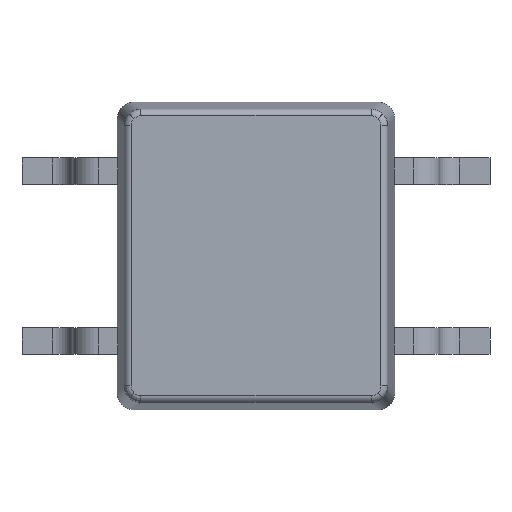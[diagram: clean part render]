
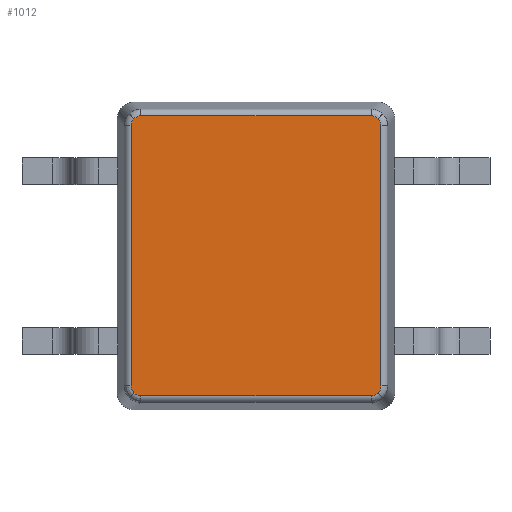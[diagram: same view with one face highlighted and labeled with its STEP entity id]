
A CAD part, top view. The second image highlights one B-rep face of the part: STEP entity #1012.
In plain terms, the highlighted planar face has unit normal (0, 0, 1).
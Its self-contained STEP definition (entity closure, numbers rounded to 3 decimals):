
#44 = VERTEX_POINT('',#45);
#45 = CARTESIAN_POINT('',(1.826,-2.051,2.3));
#52 = EDGE_CURVE('',#53,#44,#55,.T.);
#53 = VERTEX_POINT('',#54);
#54 = CARTESIAN_POINT('',(1.72,-2.094,2.3));
#55 = ( BOUNDED_CURVE() B_SPLINE_CURVE(3,(#56,#57,#58,#59),
.UNSPECIFIED.,.F.,.F.) B_SPLINE_CURVE_WITH_KNOTS((4,4),(5.503,
6.283),.PIECEWISE_BEZIER_KNOTS.) CURVE() 
GEOMETRIC_REPRESENTATION_ITEM() RATIONAL_B_SPLINE_CURVE((1.,
0.95,0.95,1.)) REPRESENTATION_ITEM('') );
#56 = CARTESIAN_POINT('',(1.72,-2.094,2.3));
#57 = CARTESIAN_POINT('',(1.76,-2.094,2.3));
#58 = CARTESIAN_POINT('',(1.797,-2.079,2.3));
#59 = CARTESIAN_POINT('',(1.826,-2.051,2.3));
#96 = VERTEX_POINT('',#97);
#97 = CARTESIAN_POINT('',(1.826,2.051,2.3));
#104 = EDGE_CURVE('',#105,#96,#107,.T.);
#105 = VERTEX_POINT('',#106);
#106 = CARTESIAN_POINT('',(1.869,1.945,2.3));
#107 = ( BOUNDED_CURVE() B_SPLINE_CURVE(3,(#108,#109,#110,#111),
.UNSPECIFIED.,.F.,.F.) B_SPLINE_CURVE_WITH_KNOTS((4,4),(5.503,
6.283),.PIECEWISE_BEZIER_KNOTS.) CURVE() 
GEOMETRIC_REPRESENTATION_ITEM() RATIONAL_B_SPLINE_CURVE((1.,
0.95,0.95,1.)) REPRESENTATION_ITEM('') );
#108 = CARTESIAN_POINT('',(1.869,1.945,2.3));
#109 = CARTESIAN_POINT('',(1.869,1.985,2.3));
#110 = CARTESIAN_POINT('',(1.854,2.022,2.3));
#111 = CARTESIAN_POINT('',(1.826,2.051,2.3));
#148 = VERTEX_POINT('',#149);
#149 = CARTESIAN_POINT('',(-1.826,-2.051,2.3));
#156 = EDGE_CURVE('',#157,#148,#159,.T.);
#157 = VERTEX_POINT('',#158);
#158 = CARTESIAN_POINT('',(-1.869,-1.945,2.3));
#159 = ( BOUNDED_CURVE() B_SPLINE_CURVE(3,(#160,#161,#162,#163),
.UNSPECIFIED.,.F.,.F.) B_SPLINE_CURVE_WITH_KNOTS((4,4),(5.503,
6.283),.PIECEWISE_BEZIER_KNOTS.) CURVE() 
GEOMETRIC_REPRESENTATION_ITEM() RATIONAL_B_SPLINE_CURVE((1.,
0.95,0.95,1.)) REPRESENTATION_ITEM('') );
#160 = CARTESIAN_POINT('',(-1.869,-1.945,2.3));
#161 = CARTESIAN_POINT('',(-1.869,-1.985,2.3));
#162 = CARTESIAN_POINT('',(-1.854,-2.022,2.3));
#163 = CARTESIAN_POINT('',(-1.826,-2.051,2.3));
#200 = VERTEX_POINT('',#201);
#201 = CARTESIAN_POINT('',(-1.826,2.051,2.3));
#208 = EDGE_CURVE('',#209,#200,#211,.T.);
#209 = VERTEX_POINT('',#210);
#210 = CARTESIAN_POINT('',(-1.72,2.094,2.3));
#211 = ( BOUNDED_CURVE() B_SPLINE_CURVE(3,(#212,#213,#214,#215),
.UNSPECIFIED.,.F.,.F.) B_SPLINE_CURVE_WITH_KNOTS((4,4),(5.503,
6.283),.PIECEWISE_BEZIER_KNOTS.) CURVE() 
GEOMETRIC_REPRESENTATION_ITEM() RATIONAL_B_SPLINE_CURVE((1.,
0.95,0.95,1.)) REPRESENTATION_ITEM('') );
#212 = CARTESIAN_POINT('',(-1.72,2.094,2.3));
#213 = CARTESIAN_POINT('',(-1.76,2.094,2.3));
#214 = CARTESIAN_POINT('',(-1.797,2.079,2.3));
#215 = CARTESIAN_POINT('',(-1.826,2.051,2.3));
#1012 = ADVANCED_FACE('',(#1013),#1079,.T.);
#1013 = FACE_BOUND('',#1014,.T.);
#1014 = EDGE_LOOP('',(#1015,#1023,#1024,#1033,#1039,#1040,#1049,#1055,
    #1056,#1065,#1071,#1072));
#1015 = ORIENTED_EDGE('',*,*,#1016,.T.);
#1016 = EDGE_CURVE('',#1017,#53,#1019,.T.);
#1017 = VERTEX_POINT('',#1018);
#1018 = CARTESIAN_POINT('',(-1.72,-2.094,2.3));
#1019 = LINE('',#1020,#1021);
#1020 = CARTESIAN_POINT('',(1.711,-2.094,2.3));
#1021 = VECTOR('',#1022,1.);
#1022 = DIRECTION('',(1.,0.,0.));
#1023 = ORIENTED_EDGE('',*,*,#52,.T.);
#1024 = ORIENTED_EDGE('',*,*,#1025,.T.);
#1025 = EDGE_CURVE('',#44,#1026,#1028,.T.);
#1026 = VERTEX_POINT('',#1027);
#1027 = CARTESIAN_POINT('',(1.869,-1.945,2.3));
#1028 = ( BOUNDED_CURVE() B_SPLINE_CURVE(3,(#1029,#1030,#1031,#1032),
.UNSPECIFIED.,.F.,.F.) B_SPLINE_CURVE_WITH_KNOTS((4,4),(0.,
0.78),.PIECEWISE_BEZIER_KNOTS.) CURVE() 
GEOMETRIC_REPRESENTATION_ITEM() RATIONAL_B_SPLINE_CURVE((1.,
0.95,0.95,1.)) REPRESENTATION_ITEM('') );
#1029 = CARTESIAN_POINT('',(1.826,-2.051,2.3));
#1030 = CARTESIAN_POINT('',(1.854,-2.022,2.3));
#1031 = CARTESIAN_POINT('',(1.869,-1.985,2.3));
#1032 = CARTESIAN_POINT('',(1.869,-1.945,2.3));
#1033 = ORIENTED_EDGE('',*,*,#1034,.T.);
#1034 = EDGE_CURVE('',#1026,#105,#1035,.T.);
#1035 = LINE('',#1036,#1037);
#1036 = CARTESIAN_POINT('',(1.869,1.936,2.3));
#1037 = VECTOR('',#1038,1.);
#1038 = DIRECTION('',(0.,1.,0.));
#1039 = ORIENTED_EDGE('',*,*,#104,.T.);
#1040 = ORIENTED_EDGE('',*,*,#1041,.T.);
#1041 = EDGE_CURVE('',#96,#1042,#1044,.T.);
#1042 = VERTEX_POINT('',#1043);
#1043 = CARTESIAN_POINT('',(1.72,2.094,2.3));
#1044 = ( BOUNDED_CURVE() B_SPLINE_CURVE(3,(#1045,#1046,#1047,#1048),
.UNSPECIFIED.,.F.,.F.) B_SPLINE_CURVE_WITH_KNOTS((4,4),(
0.,0.78),.PIECEWISE_BEZIER_KNOTS.) CURVE() 
GEOMETRIC_REPRESENTATION_ITEM() RATIONAL_B_SPLINE_CURVE((1.,
0.95,0.95,1.)) REPRESENTATION_ITEM('') );
#1045 = CARTESIAN_POINT('',(1.826,2.051,2.3));
#1046 = CARTESIAN_POINT('',(1.797,2.079,2.3));
#1047 = CARTESIAN_POINT('',(1.76,2.094,2.3));
#1048 = CARTESIAN_POINT('',(1.72,2.094,2.3));
#1049 = ORIENTED_EDGE('',*,*,#1050,.T.);
#1050 = EDGE_CURVE('',#1042,#209,#1051,.T.);
#1051 = LINE('',#1052,#1053);
#1052 = CARTESIAN_POINT('',(-1.711,2.094,2.3));
#1053 = VECTOR('',#1054,1.);
#1054 = DIRECTION('',(-1.,0.,0.));
#1055 = ORIENTED_EDGE('',*,*,#208,.T.);
#1056 = ORIENTED_EDGE('',*,*,#1057,.T.);
#1057 = EDGE_CURVE('',#200,#1058,#1060,.T.);
#1058 = VERTEX_POINT('',#1059);
#1059 = CARTESIAN_POINT('',(-1.869,1.945,2.3));
#1060 = ( BOUNDED_CURVE() B_SPLINE_CURVE(3,(#1061,#1062,#1063,#1064),
.UNSPECIFIED.,.F.,.F.) B_SPLINE_CURVE_WITH_KNOTS((4,4),(0.,
0.78),.PIECEWISE_BEZIER_KNOTS.) CURVE() 
GEOMETRIC_REPRESENTATION_ITEM() RATIONAL_B_SPLINE_CURVE((1.,
0.95,0.95,1.)) REPRESENTATION_ITEM('') );
#1061 = CARTESIAN_POINT('',(-1.826,2.051,2.3));
#1062 = CARTESIAN_POINT('',(-1.854,2.022,2.3));
#1063 = CARTESIAN_POINT('',(-1.869,1.985,2.3));
#1064 = CARTESIAN_POINT('',(-1.869,1.945,2.3));
#1065 = ORIENTED_EDGE('',*,*,#1066,.T.);
#1066 = EDGE_CURVE('',#1058,#157,#1067,.T.);
#1067 = LINE('',#1068,#1069);
#1068 = CARTESIAN_POINT('',(-1.869,-1.936,2.3));
#1069 = VECTOR('',#1070,1.);
#1070 = DIRECTION('',(0.,-1.,0.));
#1071 = ORIENTED_EDGE('',*,*,#156,.T.);
#1072 = ORIENTED_EDGE('',*,*,#1073,.T.);
#1073 = EDGE_CURVE('',#148,#1017,#1074,.T.);
#1074 = ( BOUNDED_CURVE() B_SPLINE_CURVE(3,(#1075,#1076,#1077,#1078),
.UNSPECIFIED.,.F.,.F.) B_SPLINE_CURVE_WITH_KNOTS((4,4),(0.,
0.78),.PIECEWISE_BEZIER_KNOTS.) CURVE() 
GEOMETRIC_REPRESENTATION_ITEM() RATIONAL_B_SPLINE_CURVE((1.,
0.95,0.95,1.)) REPRESENTATION_ITEM('') );
#1075 = CARTESIAN_POINT('',(-1.826,-2.051,2.3));
#1076 = CARTESIAN_POINT('',(-1.797,-2.079,2.3));
#1077 = CARTESIAN_POINT('',(-1.76,-2.094,2.3));
#1078 = CARTESIAN_POINT('',(-1.72,-2.094,2.3));
#1079 = PLANE('',#1080);
#1080 = AXIS2_PLACEMENT_3D('',#1081,#1082,#1083);
#1081 = CARTESIAN_POINT('',(0.,0.,2.3));
#1082 = DIRECTION('',(0.,0.,1.));
#1083 = DIRECTION('',(0.,-1.,0.));
